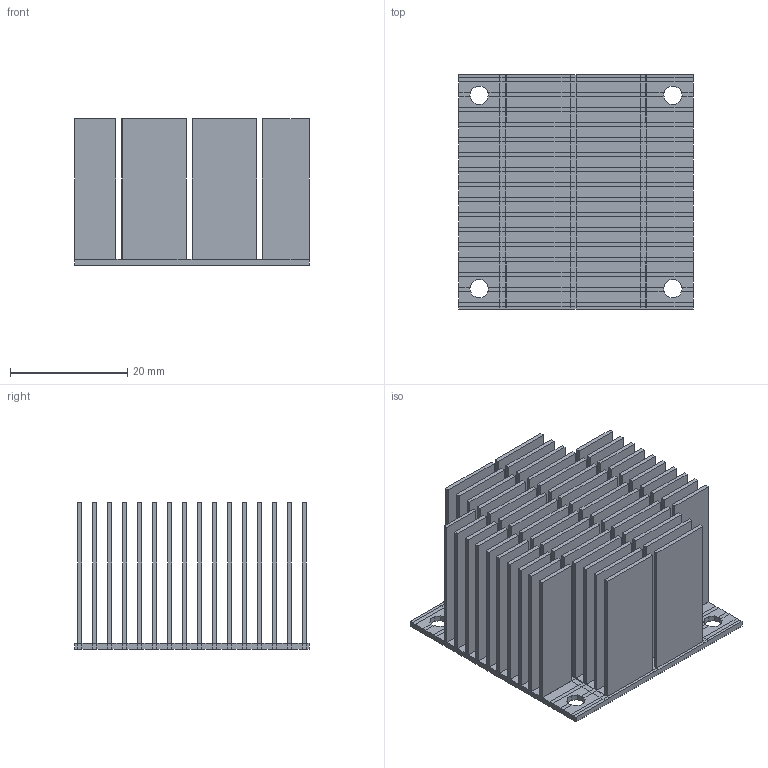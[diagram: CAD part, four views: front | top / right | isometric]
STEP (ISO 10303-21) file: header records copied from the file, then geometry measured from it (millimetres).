
FILE_DESCRIPTION(('FreeCAD Model'),'2;1');
FILE_NAME('Open CASCADE Shape Model','2023-10-22T08:12:15',(''),(''), 'Open CASCADE STEP processor 7.6','FreeCAD','Unknown');
FILE_SCHEMA(('AUTOMOTIVE_DESIGN { 1 0 10303 214 1 1 1 1 }'));
Length unit declared in the file: millimetre
Products named in the file (1): difference
Bounding box: 40 x 40 x 25 mm (x, y, z)
Volume: 9993.4 mm3; surface area: 29153.8 mm2
Topology: 1 solids, 1 shells, 622 faces, 1330 edges, 702 vertices
Faces by surface type: plane 622
Entity records: 15720 total; most frequent: ORIENTED_EDGE 2660, CARTESIAN_POINT 2655, DIRECTION 2576, EDGE_CURVE 1330, LINE 1330, VECTOR 1330, VERTEX_POINT 702, AXIS2_PLACEMENT_3D 623
